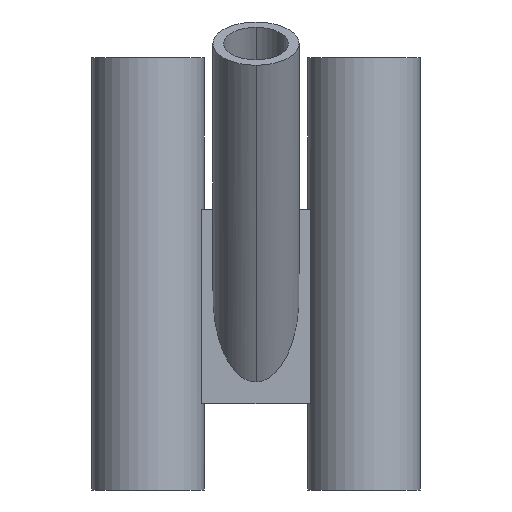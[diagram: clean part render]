
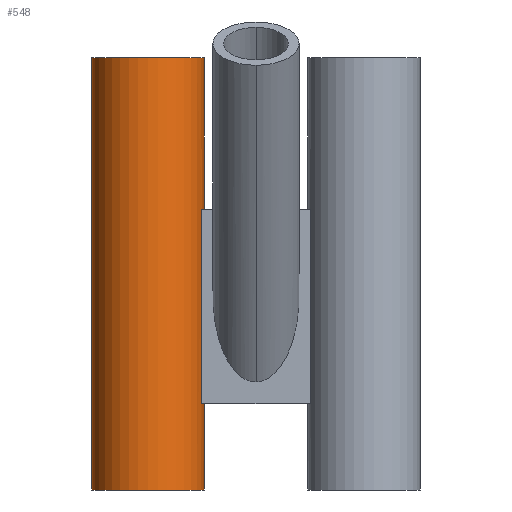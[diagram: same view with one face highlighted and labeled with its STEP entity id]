
A CAD part, front view. The second image highlights one B-rep face of the part: STEP entity #548.
In plain terms, the highlighted cylindrical face has radius 2.6 mm (diameter 5.2 mm), a partial arc.
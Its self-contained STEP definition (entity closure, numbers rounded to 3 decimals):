
#5 = ORIENTED_EDGE ( 'NONE', *, *, #703, .F. ) ;
#17 = ORIENTED_EDGE ( 'NONE', *, *, #242, .T. ) ;
#37 = CIRCLE ( 'NONE', #221, 2.6 ) ;
#57 = DIRECTION ( 'NONE',  ( 0., 0., 1. ) ) ;
#62 = DIRECTION ( 'NONE',  ( 0., 0., -1. ) ) ;
#97 = VERTEX_POINT ( 'NONE', #619 ) ;
#101 = DIRECTION ( 'NONE',  ( 0., 0., -1. ) ) ;
#149 = EDGE_CURVE ( 'NONE', #774, #286, #545, .T. ) ;
#166 = EDGE_CURVE ( 'NONE', #708, #212, #748, .T. ) ;
#184 = LINE ( 'NONE', #720, #593 ) ;
#191 = VECTOR ( 'NONE', #62, 1000. ) ;
#212 = VERTEX_POINT ( 'NONE', #907 ) ;
#220 = VERTEX_POINT ( 'NONE', #480 ) ;
#221 = AXIS2_PLACEMENT_3D ( 'NONE', #811, #662, #327 ) ;
#232 = CARTESIAN_POINT ( 'NONE',  ( -5., 0., 20. ) ) ;
#237 = AXIS2_PLACEMENT_3D ( 'NONE', #594, #836, #904 ) ;
#242 = EDGE_CURVE ( 'NONE', #220, #467, #393, .T. ) ;
#252 = FACE_OUTER_BOUND ( 'NONE', #893, .T. ) ;
#256 = CIRCLE ( 'NONE', #902, 2.6 ) ;
#266 = VECTOR ( 'NONE', #278, 1000. ) ;
#269 = EDGE_CURVE ( 'NONE', #286, #467, #184, .T. ) ;
#278 = DIRECTION ( 'NONE',  ( 0., 0., -1. ) ) ;
#283 = ORIENTED_EDGE ( 'NONE', *, *, #269, .F. ) ;
#286 = VERTEX_POINT ( 'NONE', #655 ) ;
#327 = DIRECTION ( 'NONE',  ( 1., 0., 0. ) ) ;
#345 = CARTESIAN_POINT ( 'NONE',  ( -2.5, -0.714, 20. ) ) ;
#369 = DIRECTION ( 'NONE',  ( 1., 0., 0. ) ) ;
#377 = DIRECTION ( 'NONE',  ( 1., 0., 0. ) ) ;
#389 = DIRECTION ( 'NONE',  ( 0., 0., -1. ) ) ;
#393 = CIRCLE ( 'NONE', #237, 2.6 ) ;
#421 = LINE ( 'NONE', #345, #266 ) ;
#430 = VERTEX_POINT ( 'NONE', #493 ) ;
#432 = ORIENTED_EDGE ( 'NONE', *, *, #149, .F. ) ;
#467 = VERTEX_POINT ( 'NONE', #621 ) ;
#480 = CARTESIAN_POINT ( 'NONE',  ( -2.5, -0.714, 13. ) ) ;
#493 = CARTESIAN_POINT ( 'NONE',  ( -2.5, -0.714, 4. ) ) ;
#511 = ORIENTED_EDGE ( 'NONE', *, *, #166, .F. ) ;
#543 = CARTESIAN_POINT ( 'NONE',  ( -2.4, 0., 20. ) ) ;
#545 = CIRCLE ( 'NONE', #874, 2.6 ) ;
#548 = ADVANCED_FACE ( 'NONE', ( #252 ), #815, .T. ) ;
#569 = CARTESIAN_POINT ( 'NONE',  ( -2.4, 0., 4. ) ) ;
#572 = DIRECTION ( 'NONE',  ( 0., 0., 1. ) ) ;
#593 = VECTOR ( 'NONE', #101, 1000. ) ;
#594 = CARTESIAN_POINT ( 'NONE',  ( -5., 0., 13. ) ) ;
#605 = EDGE_CURVE ( 'NONE', #774, #97, #833, .T. ) ;
#619 = CARTESIAN_POINT ( 'NONE',  ( -7.6, 0., 0. ) ) ;
#621 = CARTESIAN_POINT ( 'NONE',  ( -2.4, 0., 13. ) ) ;
#655 = CARTESIAN_POINT ( 'NONE',  ( -2.4, 0., 20. ) ) ;
#661 = DIRECTION ( 'NONE',  ( -1., 0., 0. ) ) ;
#662 = DIRECTION ( 'NONE',  ( 0., 0., 1. ) ) ;
#703 = EDGE_CURVE ( 'NONE', #430, #708, #256, .T. ) ;
#708 = VERTEX_POINT ( 'NONE', #569 ) ;
#720 = CARTESIAN_POINT ( 'NONE',  ( -2.4, 0., 20. ) ) ;
#732 = ORIENTED_EDGE ( 'NONE', *, *, #605, .T. ) ;
#737 = CARTESIAN_POINT ( 'NONE',  ( -5., 0., 20. ) ) ;
#748 = LINE ( 'NONE', #543, #856 ) ;
#757 = DIRECTION ( 'NONE',  ( 0., 0., -1. ) ) ;
#774 = VERTEX_POINT ( 'NONE', #776 ) ;
#776 = CARTESIAN_POINT ( 'NONE',  ( -7.6, 0., 20. ) ) ;
#804 = EDGE_CURVE ( 'NONE', #220, #430, #421, .T. ) ;
#811 = CARTESIAN_POINT ( 'NONE',  ( -5., 0., 0. ) ) ;
#814 = ORIENTED_EDGE ( 'NONE', *, *, #804, .F. ) ;
#815 = CYLINDRICAL_SURFACE ( 'NONE', #914, 2.6 ) ;
#825 = CARTESIAN_POINT ( 'NONE',  ( -5., 0., 4. ) ) ;
#833 = LINE ( 'NONE', #845, #191 ) ;
#836 = DIRECTION ( 'NONE',  ( 0., 0., 1. ) ) ;
#845 = CARTESIAN_POINT ( 'NONE',  ( -7.6, 0., 20. ) ) ;
#856 = VECTOR ( 'NONE', #757, 1000. ) ;
#864 = EDGE_CURVE ( 'NONE', #97, #212, #37, .T. ) ;
#874 = AXIS2_PLACEMENT_3D ( 'NONE', #232, #572, #377 ) ;
#892 = ORIENTED_EDGE ( 'NONE', *, *, #864, .T. ) ;
#893 = EDGE_LOOP ( 'NONE', ( #283, #432, #732, #892, #511, #5, #814, #17 ) ) ;
#902 = AXIS2_PLACEMENT_3D ( 'NONE', #825, #57, #369 ) ;
#904 = DIRECTION ( 'NONE',  ( 1., 0., 0. ) ) ;
#907 = CARTESIAN_POINT ( 'NONE',  ( -2.4, 0., 0. ) ) ;
#914 = AXIS2_PLACEMENT_3D ( 'NONE', #737, #389, #661 ) ;
